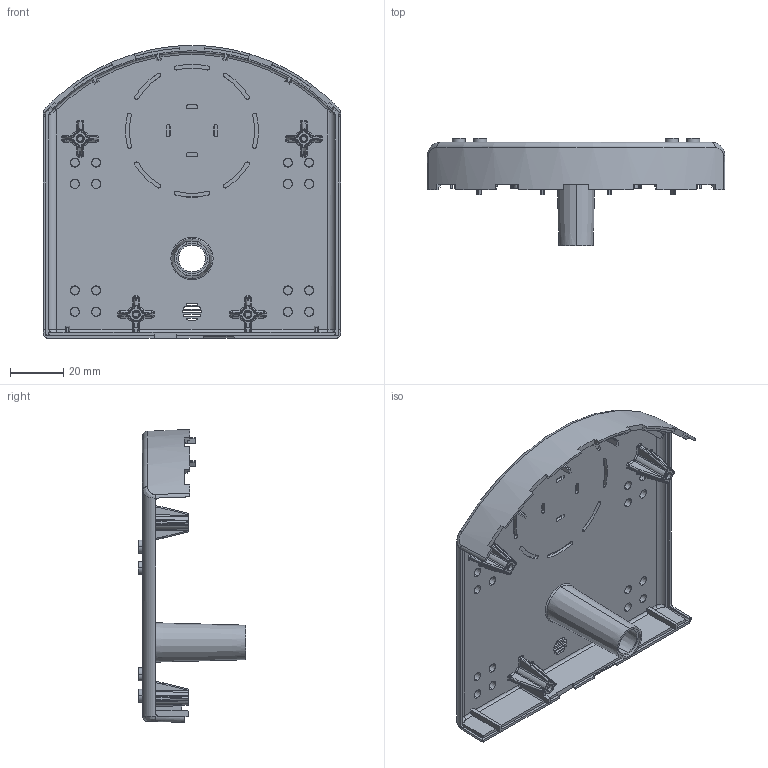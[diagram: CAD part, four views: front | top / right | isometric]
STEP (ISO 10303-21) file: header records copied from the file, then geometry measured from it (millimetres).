
FILE_DESCRIPTION((''),'2;1');
FILE_NAME('P_COQUE_DESSUS','2011-02-17T',('Michael'),('EPFL'),'PRO/ENGINEER BY PARAMETRIC TECHNOLOGY CORPORATION, 2008490','PRO/ENGINEER BY PARAMETRIC TECHNOLOGY CORPORATION, 2008490','');
FILE_SCHEMA(('AUTOMOTIVE_DESIGN_CC2 { 1 2 10303 214 -1 1 5 2 }'));
Length unit declared in the file: millimetre
Products named in the file (1): P_COQUE_DESSUS
Bounding box: 111.8 x 40.4 x 109.93 mm (x, y, z)
Volume: 33158.2 mm3; surface area: 37514.2 mm2
Topology: 1 solids, 1 shells, 896 faces, 2109 edges, 1276 vertices
Faces by surface type: plane 250, cylinder 234, bspline 174, cone 150, torus 56, sphere 32
Entity records: 38048 total; most frequent: CARTESIAN_POINT 11985, ORIENTED_EDGE 4218, DIRECTION 4017, PRESENTATION_STYLE_ASSIGNMENT 2110, STYLED_ITEM 2110, CURVE_STYLE 2109, EDGE_CURVE 2109, AXIS2_PLACEMENT_3D 1598
